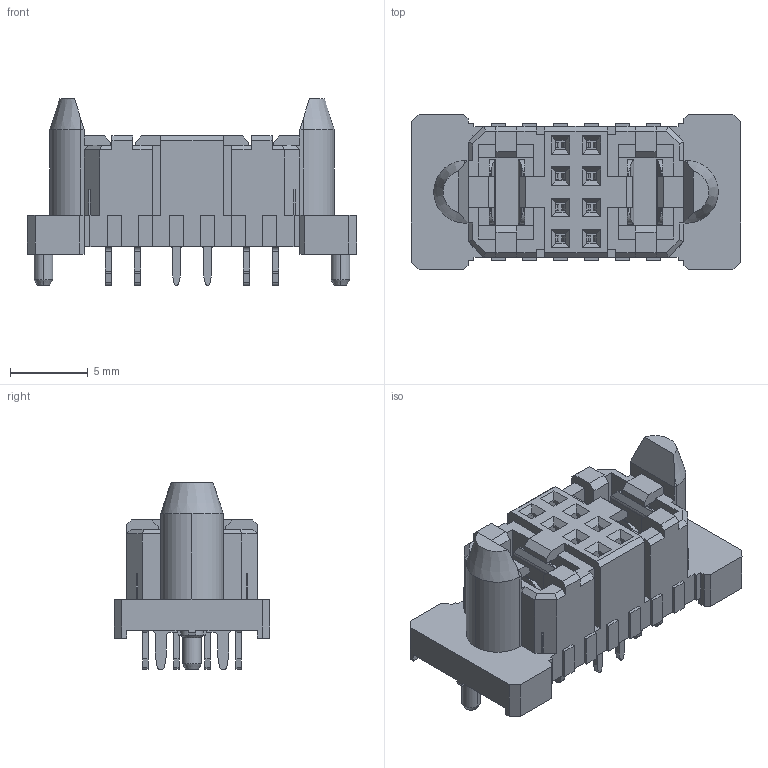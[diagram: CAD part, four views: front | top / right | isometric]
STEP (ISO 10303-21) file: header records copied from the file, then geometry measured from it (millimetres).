
FILE_DESCRIPTION (( 'STEP AP214' ), '1' );
FILE_NAME ('PCBA_SF_EBZ_SMART_BATTERY_GAUDOS_03.STEP', '2024-10-03T14:58:36', ( '' ), ( '' ), 'SwSTEP 2.0', 'SolidWorks 2019', '' );
FILE_SCHEMA (( 'AUTOMOTIVE_DESIGN' ));
Length unit declared in the file: millimetre
Products named in the file (1): PCBA_SF_EBZ_SMART_BATTERY_GAUDOS_03
Bounding box: 21.15 x 10 x 12 mm (x, y, z)
Volume: 858.7 mm3; surface area: 1521.2 mm2
Topology: 1 solids, 1 shells, 951 faces, 2642 edges, 1733 vertices
Faces by surface type: plane 748, cylinder 190, cone 13
Entity records: 30071 total; most frequent: CARTESIAN_POINT 5519, ORIENTED_EDGE 5284, DIRECTION 4839, EDGE_CURVE 2642, VECTOR 2221, LINE 2221, VERTEX_POINT 1733, AXIS2_PLACEMENT_3D 1309
